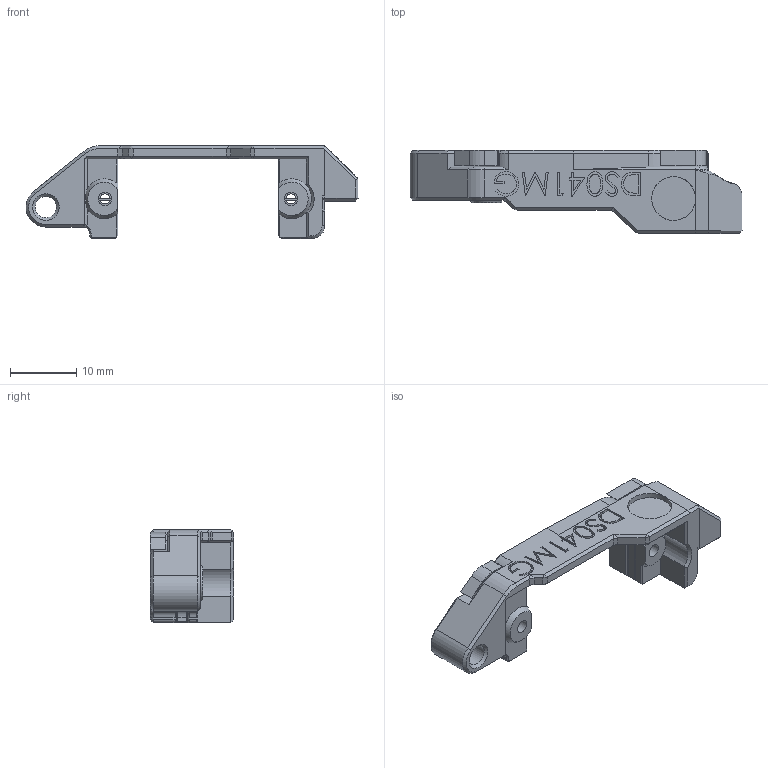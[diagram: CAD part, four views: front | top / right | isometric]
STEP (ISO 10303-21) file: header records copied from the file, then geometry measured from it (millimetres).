
FILE_DESCRIPTION (( 'STEP AP214' ), '1' );
FILE_NAME ('ds041mg_servo_mount.STEP', '2024-04-04T21:08:54', ( '' ), ( '' ), 'SwSTEP 2.0', 'SolidWorks 2024', '' );
FILE_SCHEMA (( 'AUTOMOTIVE_DESIGN' ));
Length unit declared in the file: millimetre
Products named in the file (1): ds041mg_servo_mount
Bounding box: 49.99 x 12.5 x 14.05 mm (x, y, z)
Volume: 2301.8 mm3; surface area: 2675.4 mm2
Topology: 5 solids, 5 shells, 360 faces, 920 edges, 579 vertices
Faces by surface type: plane 250, bspline 45, cylinder 35, cone 30
Full cylindrical faces by diameter (mm): 1.5 x2, 2 x2, 3.2 x1, 6.6 x1
Entity records: 16291 total; most frequent: CARTESIAN_POINT 4733, ORIENTED_EDGE 1812, DIRECTION 1526, EDGE_CURVE 906, VECTOR 684, LINE 684, VERTEX_POINT 576, AXIS2_PLACEMENT_3D 421
